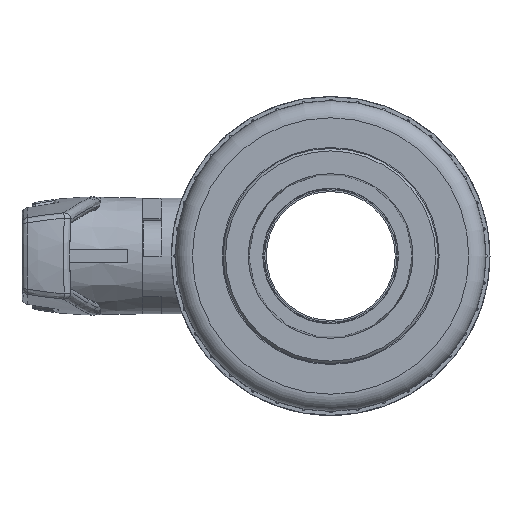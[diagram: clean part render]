
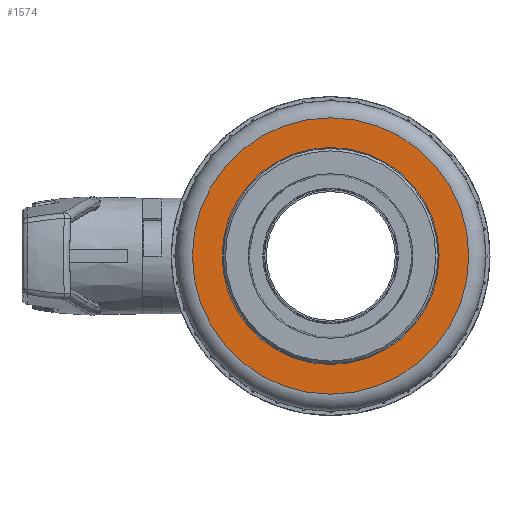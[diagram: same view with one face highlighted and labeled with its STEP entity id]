
A CAD part, left-side view. The second image highlights one B-rep face of the part: STEP entity #1574.
In plain terms, the highlighted planar face has unit normal (-1, 0, 0).
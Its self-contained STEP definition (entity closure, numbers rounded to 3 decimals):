
#1004=FACE_BOUND('',#3382,.T.);
#1005=FACE_BOUND('',#3383,.T.);
#1574=ADVANCED_FACE('',(#1004,#1005),#2221,.F.);
#2221=PLANE('',#13544);
#3382=EDGE_LOOP('',(#6587));
#3383=EDGE_LOOP('',(#6588));
#6587=ORIENTED_EDGE('',*,*,#11096,.T.);
#6588=ORIENTED_EDGE('',*,*,#11097,.T.);
#9665=VERTEX_POINT('',#24026);
#9666=VERTEX_POINT('',#24028);
#11096=EDGE_CURVE('',#9665,#9665,#12591,.T.);
#11097=EDGE_CURVE('',#9666,#9666,#12592,.T.);
#12591=CIRCLE('',#13542,29.34);
#12592=CIRCLE('',#13543,23.04);
#13542=AXIS2_PLACEMENT_3D('',#24025,#15806,#15807);
#13543=AXIS2_PLACEMENT_3D('',#24027,#15808,#15809);
#13544=AXIS2_PLACEMENT_3D('',#24029,#15810,#15811);
#15806=DIRECTION('',(-1.,0.,0.));
#15807=DIRECTION('',(0.,1.,0.));
#15808=DIRECTION('',(1.,0.,0.));
#15809=DIRECTION('',(0.,0.,-1.));
#15810=DIRECTION('',(1.,0.,0.));
#15811=DIRECTION('',(0.,-1.,0.));
#24025=CARTESIAN_POINT('',(-678.46,-1.25,0.));
#24026=CARTESIAN_POINT('',(-678.46,28.09,0.));
#24027=CARTESIAN_POINT('',(-678.46,-1.25,0.));
#24028=CARTESIAN_POINT('',(-678.46,-1.25,-23.04));
#24029=CARTESIAN_POINT('',(-678.46,31.69,0.));
